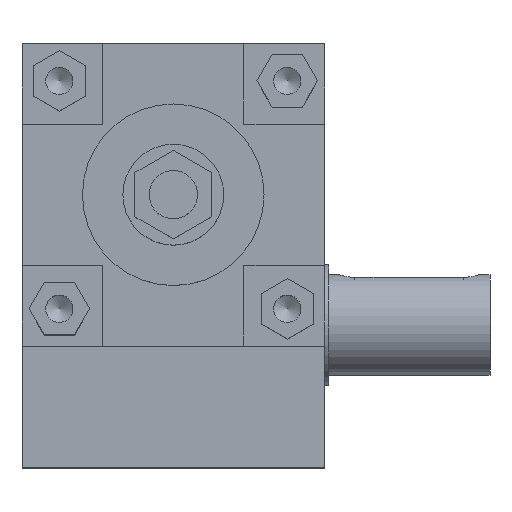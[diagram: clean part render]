
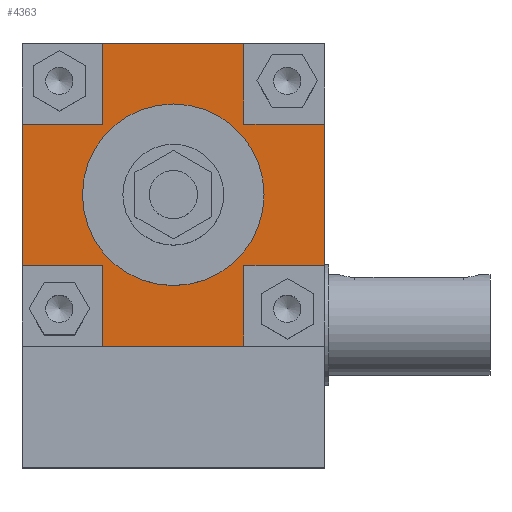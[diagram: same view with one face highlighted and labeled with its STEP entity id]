
A CAD part, top view. The second image highlights one B-rep face of the part: STEP entity #4363.
In plain terms, the highlighted planar face has unit normal (0, 0, 1).
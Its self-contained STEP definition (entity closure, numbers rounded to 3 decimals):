
#54=FACE_BOUND('',#768,.T.);
#283=PLANE('',#4696);
#506=FACE_OUTER_BOUND('',#767,.T.);
#767=EDGE_LOOP('',(#3814,#3815,#3816,#3817,#3818,#3819,#3820,#3821,#3822,
#3823,#3824,#3825));
#768=EDGE_LOOP('',(#3826));
#926=CIRCLE('',#4697,22.5);
#1229=LINE('',#6756,#1729);
#1233=LINE('',#6763,#1733);
#1256=LINE('',#6811,#1756);
#1260=LINE('',#6818,#1760);
#1283=LINE('',#6866,#1783);
#1287=LINE('',#6873,#1787);
#1295=LINE('',#6889,#1795);
#1296=LINE('',#6894,#1796);
#1297=LINE('',#6896,#1797);
#1298=LINE('',#6897,#1798);
#1299=LINE('',#6898,#1799);
#1300=LINE('',#6899,#1800);
#1729=VECTOR('',#5517,10.);
#1733=VECTOR('',#5523,10.);
#1756=VECTOR('',#5562,10.);
#1760=VECTOR('',#5568,10.);
#1783=VECTOR('',#5607,10.);
#1787=VECTOR('',#5613,10.);
#1795=VECTOR('',#5625,10.);
#1796=VECTOR('',#5632,10.);
#1797=VECTOR('',#5633,10.);
#1798=VECTOR('',#5634,10.);
#1799=VECTOR('',#5635,10.);
#1800=VECTOR('',#5636,10.);
#2212=VERTEX_POINT('',#6753);
#2213=VERTEX_POINT('',#6755);
#2215=VERTEX_POINT('',#6761);
#2231=VERTEX_POINT('',#6808);
#2232=VERTEX_POINT('',#6810);
#2234=VERTEX_POINT('',#6816);
#2250=VERTEX_POINT('',#6863);
#2251=VERTEX_POINT('',#6865);
#2253=VERTEX_POINT('',#6871);
#2259=VERTEX_POINT('',#6887);
#2260=VERTEX_POINT('',#6893);
#2261=VERTEX_POINT('',#6895);
#2262=VERTEX_POINT('',#6900);
#2739=EDGE_CURVE('',#2213,#2212,#1229,.T.);
#2743=EDGE_CURVE('',#2212,#2215,#1233,.T.);
#2766=EDGE_CURVE('',#2232,#2231,#1256,.T.);
#2770=EDGE_CURVE('',#2231,#2234,#1260,.T.);
#2793=EDGE_CURVE('',#2251,#2250,#1283,.T.);
#2797=EDGE_CURVE('',#2250,#2253,#1287,.T.);
#2805=EDGE_CURVE('',#2259,#2215,#1295,.T.);
#2806=EDGE_CURVE('',#2259,#2260,#1296,.T.);
#2807=EDGE_CURVE('',#2260,#2261,#1297,.T.);
#2808=EDGE_CURVE('',#2251,#2261,#1298,.T.);
#2809=EDGE_CURVE('',#2232,#2253,#1299,.T.);
#2810=EDGE_CURVE('',#2213,#2234,#1300,.T.);
#2811=EDGE_CURVE('',#2262,#2262,#926,.T.);
#3814=ORIENTED_EDGE('',*,*,#2739,.T.);
#3815=ORIENTED_EDGE('',*,*,#2743,.T.);
#3816=ORIENTED_EDGE('',*,*,#2805,.F.);
#3817=ORIENTED_EDGE('',*,*,#2806,.T.);
#3818=ORIENTED_EDGE('',*,*,#2807,.T.);
#3819=ORIENTED_EDGE('',*,*,#2808,.F.);
#3820=ORIENTED_EDGE('',*,*,#2793,.T.);
#3821=ORIENTED_EDGE('',*,*,#2797,.T.);
#3822=ORIENTED_EDGE('',*,*,#2809,.F.);
#3823=ORIENTED_EDGE('',*,*,#2766,.T.);
#3824=ORIENTED_EDGE('',*,*,#2770,.T.);
#3825=ORIENTED_EDGE('',*,*,#2810,.F.);
#3826=ORIENTED_EDGE('',*,*,#2811,.T.);
#4363=ADVANCED_FACE('',(#506,#54),#283,.T.);
#4696=AXIS2_PLACEMENT_3D('',#6892,#5630,#5631);
#4697=AXIS2_PLACEMENT_3D('',#6901,#5637,#5638);
#5517=DIRECTION('',(0.,-1.,0.));
#5523=DIRECTION('',(-1.,0.,0.));
#5562=DIRECTION('',(-1.,0.,0.));
#5568=DIRECTION('',(0.,1.,0.));
#5607=DIRECTION('',(0.,1.,0.));
#5613=DIRECTION('',(1.,0.,0.));
#5625=DIRECTION('',(0.,1.,0.));
#5630=DIRECTION('center_axis',(0.,0.,1.));
#5631=DIRECTION('ref_axis',(1.,0.,0.));
#5632=DIRECTION('',(1.,0.,0.));
#5633=DIRECTION('',(0.,-1.,0.));
#5634=DIRECTION('',(-1.,0.,0.));
#5635=DIRECTION('',(0.,-1.,0.));
#5636=DIRECTION('',(1.,0.,0.));
#5637=DIRECTION('center_axis',(0.,0.,-1.));
#5638=DIRECTION('ref_axis',(-1.,0.,0.));
#6753=CARTESIAN_POINT('',(-17.5,17.5,78.));
#6755=CARTESIAN_POINT('',(-17.5,37.5,78.));
#6756=CARTESIAN_POINT('',(-17.5,8.75,78.));
#6761=CARTESIAN_POINT('',(-37.5,17.5,78.));
#6763=CARTESIAN_POINT('',(-18.75,17.5,78.));
#6808=CARTESIAN_POINT('',(17.5,17.5,78.));
#6810=CARTESIAN_POINT('',(37.5,17.5,78.));
#6811=CARTESIAN_POINT('',(8.75,17.5,78.));
#6816=CARTESIAN_POINT('',(17.5,37.5,78.));
#6818=CARTESIAN_POINT('',(17.5,18.75,78.));
#6863=CARTESIAN_POINT('',(17.5,-17.5,78.));
#6865=CARTESIAN_POINT('',(17.5,-37.5,78.));
#6866=CARTESIAN_POINT('',(17.5,-8.75,78.));
#6871=CARTESIAN_POINT('',(37.5,-17.5,78.));
#6873=CARTESIAN_POINT('',(18.75,-17.5,78.));
#6887=CARTESIAN_POINT('',(-37.5,-17.5,78.));
#6889=CARTESIAN_POINT('',(-37.5,-37.5,78.));
#6892=CARTESIAN_POINT('Origin',(0.,0.,
78.));
#6893=CARTESIAN_POINT('',(-17.5,-17.5,78.));
#6894=CARTESIAN_POINT('',(-8.75,-17.5,78.));
#6895=CARTESIAN_POINT('',(-17.5,-37.5,78.));
#6896=CARTESIAN_POINT('',(-17.5,-18.75,78.));
#6897=CARTESIAN_POINT('',(37.5,-37.5,78.));
#6898=CARTESIAN_POINT('',(37.5,37.5,78.));
#6899=CARTESIAN_POINT('',(-37.5,37.5,78.));
#6900=CARTESIAN_POINT('',(22.5,0.,78.));
#6901=CARTESIAN_POINT('Origin',(0.,0.,78.));
